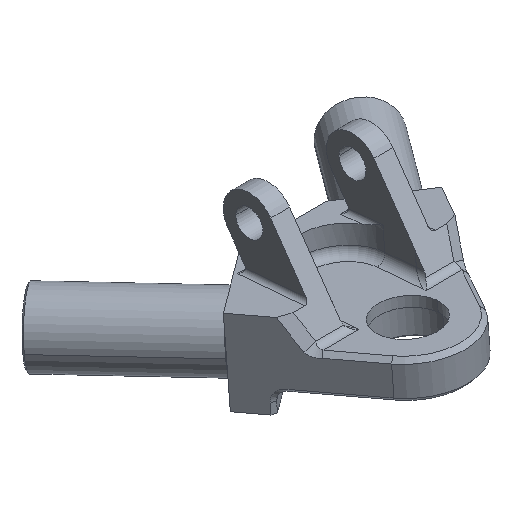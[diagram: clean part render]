
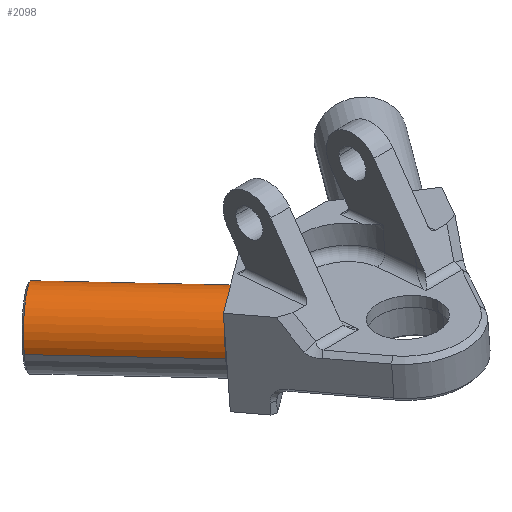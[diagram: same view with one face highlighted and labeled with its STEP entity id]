
A CAD part, isometric view. The second image highlights one B-rep face of the part: STEP entity #2098.
In plain terms, the highlighted cylindrical face has radius 7.85 mm (diameter 15.7 mm), a partial arc.
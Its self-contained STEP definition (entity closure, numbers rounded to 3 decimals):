
#2011=CARTESIAN_POINT('Axis2P3D Location',(-18.467,24.185,-2.073)) ;
#2015=CARTESIAN_POINT('Vertex',(-12.232,28.954,-1.979)) ;
#2017=CARTESIAN_POINT('Vertex',(-24.702,19.417,-2.167)) ;
#2068=CARTESIAN_POINT('Axis2P3D Location',(-28.76,37.666,-3.228)) ;
#2073=CARTESIAN_POINT('Line Origine',(-34.994,32.897,-3.323)) ;
#2077=CARTESIAN_POINT('Vertex',(-45.408,46.536,-4.492)) ;
#2080=CARTESIAN_POINT('Line Origine',(-22.525,42.434,-3.134)) ;
#2084=CARTESIAN_POINT('Vertex',(-32.939,56.073,-4.303)) ;
#2087=CARTESIAN_POINT('Axis2P3D Location',(-39.174,51.305,-4.398)) ;
#2012=DIRECTION('Axis2P3D Direction',(-0.605,0.793,-0.068)) ;
#2069=DIRECTION('Axis2P3D Direction',(-0.605,0.793,-0.068)) ;
#2070=DIRECTION('Axis2P3D XDirection',(-0.794,-0.607,-0.012)) ;
#2074=DIRECTION('Vector Direction',(-0.605,0.793,-0.068)) ;
#2081=DIRECTION('Vector Direction',(-0.605,0.793,-0.068)) ;
#2088=DIRECTION('Axis2P3D Direction',(-0.605,0.793,-0.068)) ;
#2013=AXIS2_PLACEMENT_3D('Circle Axis2P3D',#2011,#2012,$) ;
#2071=AXIS2_PLACEMENT_3D('Cylinder Axis2P3D',#2068,#2069,#2070) ;
#2089=AXIS2_PLACEMENT_3D('Circle Axis2P3D',#2087,#2088,$) ;
#2093=ORIENTED_EDGE('',*,*,#2079,.F.) ;
#2094=ORIENTED_EDGE('',*,*,#2019,.F.) ;
#2095=ORIENTED_EDGE('',*,*,#2086,.T.) ;
#2096=ORIENTED_EDGE('',*,*,#2091,.F.) ;
#2075=VECTOR('Line Direction',#2074,1.) ;
#2082=VECTOR('Line Direction',#2081,1.) ;
#2098=ADVANCED_FACE('Corps principal',(#2097),#2072,.T.) ;
#2014=CIRCLE('generated circle',#2013,7.85) ;
#2090=CIRCLE('generated circle',#2089,7.85) ;
#2072=CYLINDRICAL_SURFACE('generated cylinder',#2071,7.85) ;
#2019=EDGE_CURVE('',#2016,#2018,#2014,.F.) ;
#2079=EDGE_CURVE('',#2018,#2078,#2076,.T.) ;
#2086=EDGE_CURVE('',#2016,#2085,#2083,.T.) ;
#2091=EDGE_CURVE('',#2078,#2085,#2090,.T.) ;
#2092=EDGE_LOOP('',(#2093,#2094,#2095,#2096)) ;
#2097=FACE_OUTER_BOUND('',#2092,.T.) ;
#2076=LINE('Line',#2073,#2075) ;
#2083=LINE('Line',#2080,#2082) ;
#2016=VERTEX_POINT('',#2015) ;
#2018=VERTEX_POINT('',#2017) ;
#2078=VERTEX_POINT('',#2077) ;
#2085=VERTEX_POINT('',#2084) ;
